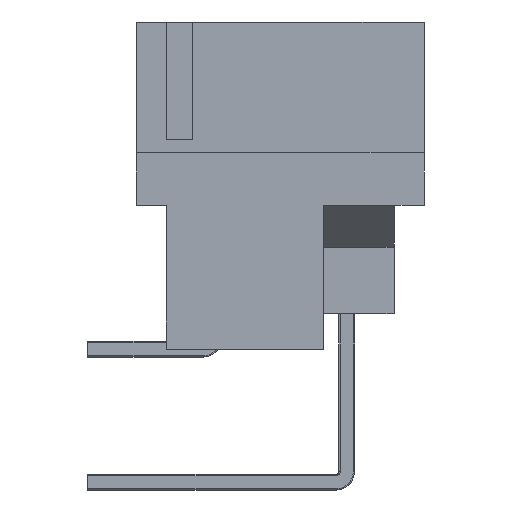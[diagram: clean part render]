
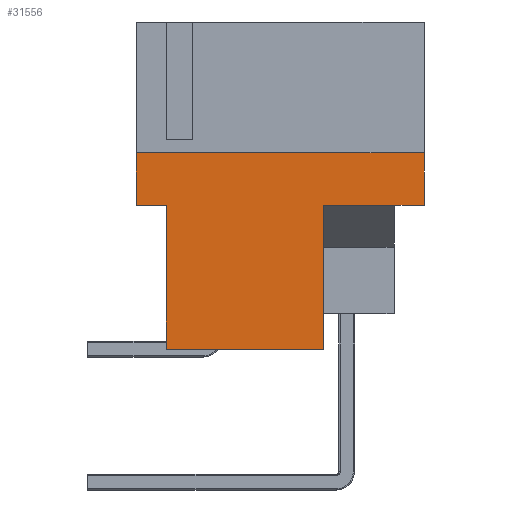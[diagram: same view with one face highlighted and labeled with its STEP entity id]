
A CAD part, left-side view. The second image highlights one B-rep face of the part: STEP entity #31556.
In plain terms, the highlighted planar face has unit normal (-1, 0, 0).
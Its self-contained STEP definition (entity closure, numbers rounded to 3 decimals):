
#1=DIRECTION('',(0.,0.,1.));
#2=VECTOR('',#1,5.5);
#3=CARTESIAN_POINT('',(-46.85,-1.65,-12.5));
#4=LINE('5772',#3,#2);
#5=DIRECTION('',(0.,1.,0.));
#6=VECTOR('',#5,6.);
#7=CARTESIAN_POINT('',(-46.85,-1.65,-12.5));
#8=LINE('5780',#7,#6);
#9=DIRECTION('',(0.,0.,1.));
#10=VECTOR('',#9,5.5);
#11=CARTESIAN_POINT('',(-46.85,4.35,-12.5));
#12=LINE('5744',#11,#10);
#13=DIRECTION('',(0.,1.,0.));
#14=VECTOR('',#13,1.15);
#15=CARTESIAN_POINT('',(-46.85,4.35,-7.));
#16=LINE('5745',#15,#14);
#17=DIRECTION('',(0.,0.,1.));
#18=VECTOR('',#17,2.);
#19=CARTESIAN_POINT('',(-46.85,5.5,-7.));
#20=LINE('5761',#19,#18);
#21=DIRECTION('',(0.,-1.,0.));
#22=VECTOR('',#21,11.);
#23=CARTESIAN_POINT('',(-46.85,5.5,-5.));
#24=LINE('5751',#23,#22);
#25=DIRECTION('',(0.,0.,-1.));
#26=VECTOR('',#25,2.);
#27=CARTESIAN_POINT('',(-46.85,-5.5,-5.));
#28=LINE('5762',#27,#26);
#37=DIRECTION('',(0.,-1.,0.));
#38=VECTOR('',#37,3.85);
#39=CARTESIAN_POINT('',(-46.85,-1.65,-7.));
#40=LINE('5788',#39,#38);
#24425=CARTESIAN_POINT('',(-46.85,4.35,-12.5));
#24426=CARTESIAN_POINT('',(-46.85,4.35,-7.));
#24427=VERTEX_POINT('',#24425);
#24428=VERTEX_POINT('',#24426);
#24429=CARTESIAN_POINT('',(-46.85,5.5,-7.));
#24430=VERTEX_POINT('',#24429);
#24437=CARTESIAN_POINT('',(-46.85,-5.5,-7.));
#24439=VERTEX_POINT('',#24437);
#24441=CARTESIAN_POINT('',(-46.85,5.5,-5.));
#24442=CARTESIAN_POINT('',(-46.85,-5.5,-5.));
#24443=VERTEX_POINT('',#24441);
#24444=VERTEX_POINT('',#24442);
#24473=CARTESIAN_POINT('',(-46.85,-1.65,-12.5));
#24474=CARTESIAN_POINT('',(-46.85,-1.65,-7.));
#24475=VERTEX_POINT('',#24473);
#24476=VERTEX_POINT('',#24474);
#31533=CARTESIAN_POINT('',(-46.85,0.,0.));
#31534=DIRECTION('',(1.,0.,0.));
#31535=DIRECTION('',(0.,-1.,0.));
#31536=AXIS2_PLACEMENT_3D('',#31533,#31534,#31535);
#31537=PLANE('3576',#31536);
#31539=ORIENTED_EDGE('5788',*,*,#31538,.F.);
#31541=ORIENTED_EDGE('5772',*,*,#31540,.F.);
#31543=ORIENTED_EDGE('5780',*,*,#31542,.T.);
#31545=ORIENTED_EDGE('5744',*,*,#31544,.T.);
#31547=ORIENTED_EDGE('5745',*,*,#31546,.T.);
#31549=ORIENTED_EDGE('5761',*,*,#31548,.T.);
#31551=ORIENTED_EDGE('5751',*,*,#31550,.T.);
#31553=ORIENTED_EDGE('5762',*,*,#31552,.T.);
#31554=EDGE_LOOP('3576',(#31539,#31541,#31543,#31545,#31547,#31549,#31551,
#31553));
#31555=FACE_OUTER_BOUND('3576',#31554,.F.);
#31556=ADVANCED_FACE('3576',(#31555),#31537,.F.);
#31538=EDGE_CURVE('5788',#24476,#24439,#40,.T.);
#31540=EDGE_CURVE('5772',#24475,#24476,#4,.T.);
#31542=EDGE_CURVE('5780',#24475,#24427,#8,.T.);
#31544=EDGE_CURVE('5744',#24427,#24428,#12,.T.);
#31546=EDGE_CURVE('5745',#24428,#24430,#16,.T.);
#31548=EDGE_CURVE('5761',#24430,#24443,#20,.T.);
#31550=EDGE_CURVE('5751',#24443,#24444,#24,.T.);
#31552=EDGE_CURVE('5762',#24444,#24439,#28,.T.);
